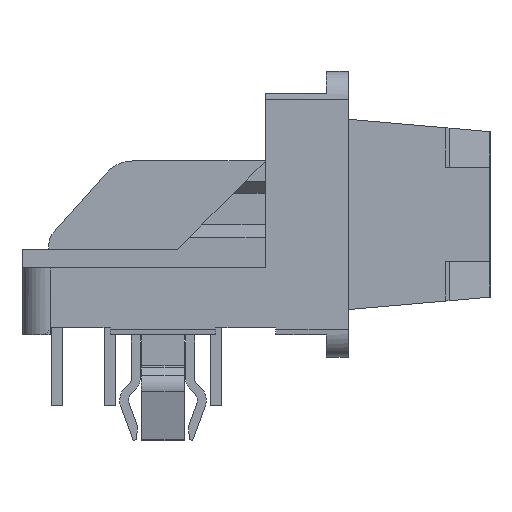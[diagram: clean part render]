
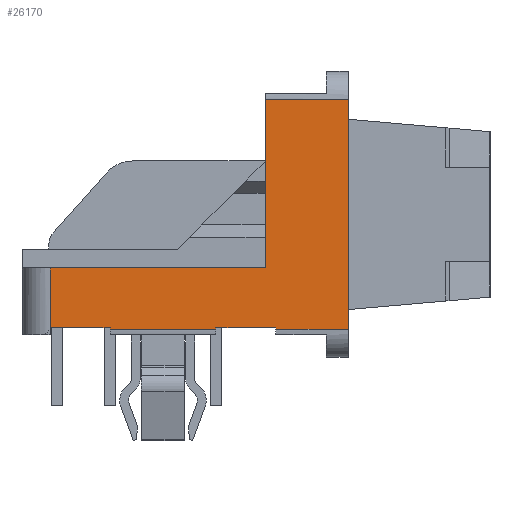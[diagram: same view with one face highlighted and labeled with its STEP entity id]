
A CAD part, left-side view. The second image highlights one B-rep face of the part: STEP entity #26170.
In plain terms, the highlighted planar face has unit normal (-1, 0, 0).
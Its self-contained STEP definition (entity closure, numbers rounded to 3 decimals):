
#568=FACE_OUTER_BOUND('',#2252,.T.);
#2252=EDGE_LOOP('',(#17191,#17192,#17193,#17194,#17195,#17196,#17197,#17198,
#17199,#17200,#17201,#17202));
#4029=LINE('',#36992,#7589);
#4030=LINE('',#36994,#7590);
#4031=LINE('',#36996,#7591);
#4032=LINE('',#36998,#7592);
#4033=LINE('',#37000,#7593);
#4034=LINE('',#37002,#7594);
#4035=LINE('',#37004,#7595);
#4036=LINE('',#37006,#7596);
#4037=LINE('',#37008,#7597);
#4038=LINE('',#37010,#7598);
#4039=LINE('',#37012,#7599);
#4040=LINE('',#37013,#7600);
#7589=VECTOR('',#29815,2.159);
#7590=VECTOR('',#29816,2.159);
#7591=VECTOR('',#29817,0.051);
#7592=VECTOR('',#29818,3.81);
#7593=VECTOR('',#29819,0.051);
#7594=VECTOR('',#29820,2.159);
#7595=VECTOR('',#29821,0.051);
#7596=VECTOR('',#29822,2.616);
#7597=VECTOR('',#29823,8.28);
#7598=VECTOR('',#29824,2.997);
#7599=VECTOR('',#29825,6.071);
#7600=VECTOR('',#29826,7.747);
#11149=VERTEX_POINT('',#36990);
#11150=VERTEX_POINT('',#36991);
#11151=VERTEX_POINT('',#36993);
#11152=VERTEX_POINT('',#36995);
#11153=VERTEX_POINT('',#36997);
#11154=VERTEX_POINT('',#36999);
#11155=VERTEX_POINT('',#37001);
#11156=VERTEX_POINT('',#37003);
#11157=VERTEX_POINT('',#37005);
#11158=VERTEX_POINT('',#37007);
#11159=VERTEX_POINT('',#37009);
#11160=VERTEX_POINT('',#37011);
#13511=EDGE_CURVE('',#11149,#11150,#4029,.T.);
#13512=EDGE_CURVE('',#11149,#11151,#4030,.T.);
#13513=EDGE_CURVE('',#11151,#11152,#4031,.T.);
#13514=EDGE_CURVE('',#11152,#11153,#4032,.T.);
#13515=EDGE_CURVE('',#11153,#11154,#4033,.T.);
#13516=EDGE_CURVE('',#11154,#11155,#4034,.T.);
#13517=EDGE_CURVE('',#11155,#11156,#4035,.T.);
#13518=EDGE_CURVE('',#11156,#11157,#4036,.T.);
#13519=EDGE_CURVE('',#11158,#11157,#4037,.T.);
#13520=EDGE_CURVE('',#11159,#11158,#4038,.T.);
#13521=EDGE_CURVE('',#11160,#11159,#4039,.T.);
#13522=EDGE_CURVE('',#11150,#11160,#4040,.T.);
#17191=ORIENTED_EDGE('',*,*,#13511,.F.);
#17192=ORIENTED_EDGE('',*,*,#13512,.T.);
#17193=ORIENTED_EDGE('',*,*,#13513,.T.);
#17194=ORIENTED_EDGE('',*,*,#13514,.T.);
#17195=ORIENTED_EDGE('',*,*,#13515,.T.);
#17196=ORIENTED_EDGE('',*,*,#13516,.T.);
#17197=ORIENTED_EDGE('',*,*,#13517,.T.);
#17198=ORIENTED_EDGE('',*,*,#13518,.T.);
#17199=ORIENTED_EDGE('',*,*,#13519,.F.);
#17200=ORIENTED_EDGE('',*,*,#13520,.F.);
#17201=ORIENTED_EDGE('',*,*,#13521,.F.);
#17202=ORIENTED_EDGE('',*,*,#13522,.F.);
#24544=PLANE('',#27998);
#26170=ADVANCED_FACE('',(#568),#24544,.F.);
#27998=AXIS2_PLACEMENT_3D('',#36989,#29813,#29814);
#29813=DIRECTION('center_axis',(1.,0.,0.));
#29814=DIRECTION('ref_axis',(0.,0.,-1.));
#29815=DIRECTION('',(0.,0.,1.));
#29816=DIRECTION('',(0.,-1.,0.));
#29817=DIRECTION('',(0.,0.,-1.));
#29818=DIRECTION('',(0.,-1.,0.));
#29819=DIRECTION('',(0.,0.,1.));
#29820=DIRECTION('',(0.,-1.,0.));
#29821=DIRECTION('',(0.,0.,-1.));
#29822=DIRECTION('',(0.,-1.,0.));
#29823=DIRECTION('',(0.,0.,-1.));
#29824=DIRECTION('',(0.,-1.,0.));
#29825=DIRECTION('',(0.,0.,1.));
#29826=DIRECTION('',(0.,-1.,0.));
#36989=CARTESIAN_POINT('Origin',(-31.941,-12.637,4.343));
#36990=CARTESIAN_POINT('',(-31.941,3.112,0.254));
#36991=CARTESIAN_POINT('',(-31.941,3.112,2.413));
#36992=CARTESIAN_POINT('',(-31.941,3.112,0.254));
#36993=CARTESIAN_POINT('',(-31.941,0.953,0.254));
#36994=CARTESIAN_POINT('',(-31.941,3.112,0.254));
#36995=CARTESIAN_POINT('',(-31.941,0.953,0.203));
#36996=CARTESIAN_POINT('',(-31.941,0.953,0.254));
#36997=CARTESIAN_POINT('',(-31.941,-2.857,0.203));
#36998=CARTESIAN_POINT('',(-31.941,0.953,0.203));
#36999=CARTESIAN_POINT('',(-31.941,-2.857,0.254));
#37000=CARTESIAN_POINT('',(-31.941,-2.857,0.203));
#37001=CARTESIAN_POINT('',(-31.941,-5.016,0.254));
#37002=CARTESIAN_POINT('',(-31.941,-2.857,0.254));
#37003=CARTESIAN_POINT('',(-31.941,-5.016,0.203));
#37004=CARTESIAN_POINT('',(-31.941,-5.016,0.254));
#37005=CARTESIAN_POINT('',(-31.941,-7.633,0.203));
#37006=CARTESIAN_POINT('',(-31.941,-5.016,0.203));
#37007=CARTESIAN_POINT('',(-31.941,-7.633,8.484));
#37008=CARTESIAN_POINT('',(-31.941,-7.633,8.484));
#37009=CARTESIAN_POINT('',(-31.941,-4.635,8.484));
#37010=CARTESIAN_POINT('',(-31.941,-4.635,8.484));
#37011=CARTESIAN_POINT('',(-31.941,-4.635,2.413));
#37012=CARTESIAN_POINT('',(-31.941,-4.635,2.413));
#37013=CARTESIAN_POINT('',(-31.941,3.112,2.413));
